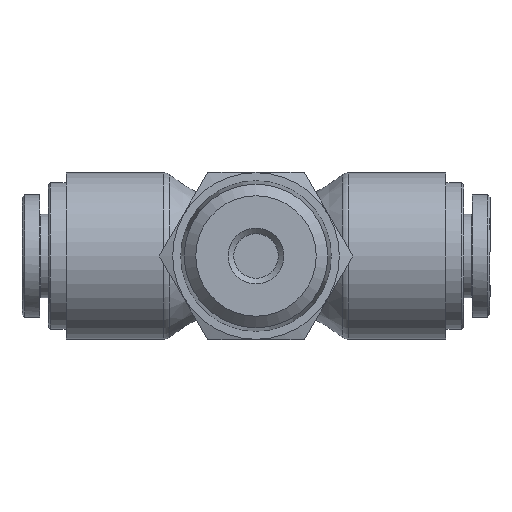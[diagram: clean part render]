
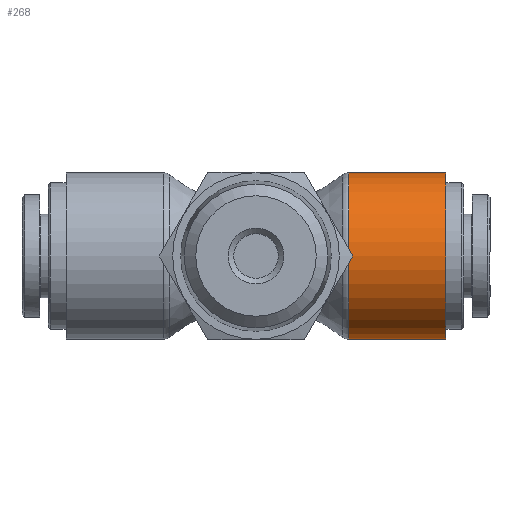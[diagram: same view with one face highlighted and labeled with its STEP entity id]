
A CAD part, front view. The second image highlights one B-rep face of the part: STEP entity #268.
In plain terms, the highlighted cylindrical face has radius 7.45 mm (diameter 14.9 mm), a full revolution.
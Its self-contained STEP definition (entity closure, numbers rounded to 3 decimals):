
#218=CARTESIAN_POINT('',(8.296,7.45,0.));
#219=VERTEX_POINT('',#218);
#220=CARTESIAN_POINT('',(8.296,0.,0.0));
#221=DIRECTION('',(-1.0,0.0,0.0));
#222=DIRECTION('',(0.0,-1.0,0.0));
#223=AXIS2_PLACEMENT_3D('',#220,#221,#222);
#224=CIRCLE('',#223,7.45);
#225=EDGE_CURVE('',#219,#219,#224,.T.);
#249=CARTESIAN_POINT('',(12.5,0.,0.0));
#250=DIRECTION('',(1.0,0.,0.0));
#251=DIRECTION('',(0.0,1.0,0.0));
#252=AXIS2_PLACEMENT_3D('',#249,#250,#251);
#253=CYLINDRICAL_SURFACE('',#252,7.45);
#254=CARTESIAN_POINT('',(17.0,7.45,0.0));
#255=VERTEX_POINT('',#254);
#256=CARTESIAN_POINT('',(17.,0.,0.0));
#257=DIRECTION('',(1.0,0.0,0.0));
#258=DIRECTION('',(0.0,1.0,0.0));
#259=AXIS2_PLACEMENT_3D('',#256,#257,#258);
#260=CIRCLE('',#259,7.45);
#261=EDGE_CURVE('',#255,#255,#260,.T.);
#262=ORIENTED_EDGE('',*,*,#261,.F.);
#263=EDGE_LOOP('',(#262));
#264=FACE_OUTER_BOUND('',#263,.T.);
#265=ORIENTED_EDGE('',*,*,#225,.F.);
#266=EDGE_LOOP('',(#265));
#267=FACE_BOUND('',#266,.T.);
#268=ADVANCED_FACE('',(#264,#267),#253,.T.);
